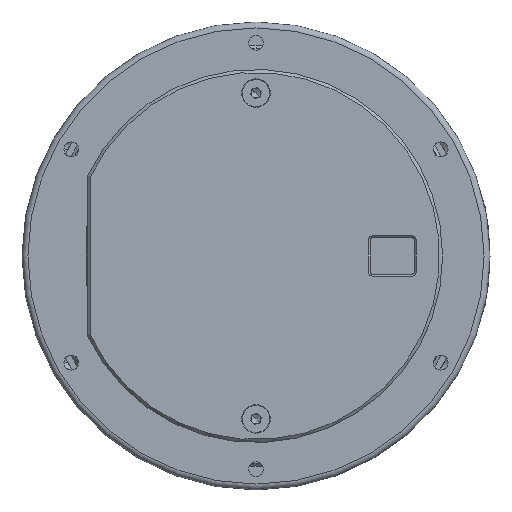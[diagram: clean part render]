
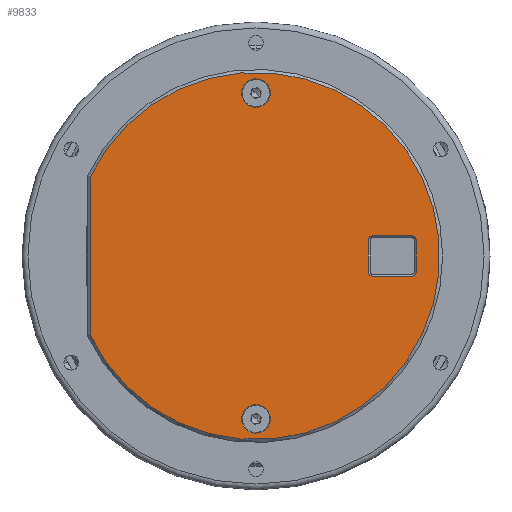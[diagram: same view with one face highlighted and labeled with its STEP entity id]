
A CAD part, left-side view. The second image highlights one B-rep face of the part: STEP entity #9833.
In plain terms, the highlighted planar face has unit normal (-1, 0, 0).
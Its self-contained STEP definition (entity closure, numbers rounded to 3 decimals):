
#8111=FACE_BOUND('',#14085,.T.);
#8112=FACE_BOUND('',#14086,.T.);
#8113=FACE_BOUND('',#14087,.T.);
#8114=FACE_BOUND('',#14088,.T.);
#8448=PLANE('',#41341);
#9833=ADVANCED_FACE('',(#8111,#8112,#8113,#8114),#8448,.F.);
#14085=EDGE_LOOP('',(#24653,#24654));
#14086=EDGE_LOOP('',(#24655,#24656,#24657,#24658,#24659,#24660,#24661,#24662));
#14087=EDGE_LOOP('',(#24663,#24664));
#14088=EDGE_LOOP('',(#24665,#24666));
#16181=LINE('',#60656,#19121);
#16182=LINE('',#60660,#19122);
#16183=LINE('',#60664,#19123);
#16184=LINE('',#60668,#19124);
#16185=LINE('',#60672,#19125);
#19121=VECTOR('',#46823,1.);
#19122=VECTOR('',#46826,1.);
#19123=VECTOR('',#46829,1.);
#19124=VECTOR('',#46832,1.);
#19125=VECTOR('',#46835,1.);
#24653=ORIENTED_EDGE('',*,*,#35397,.T.);
#24654=ORIENTED_EDGE('',*,*,#35398,.T.);
#24655=ORIENTED_EDGE('',*,*,#35399,.T.);
#24656=ORIENTED_EDGE('',*,*,#35400,.T.);
#24657=ORIENTED_EDGE('',*,*,#35401,.T.);
#24658=ORIENTED_EDGE('',*,*,#35402,.T.);
#24659=ORIENTED_EDGE('',*,*,#35403,.T.);
#24660=ORIENTED_EDGE('',*,*,#35404,.T.);
#24661=ORIENTED_EDGE('',*,*,#35405,.T.);
#24662=ORIENTED_EDGE('',*,*,#35406,.T.);
#24663=ORIENTED_EDGE('',*,*,#35407,.F.);
#24664=ORIENTED_EDGE('',*,*,#35362,.F.);
#24665=ORIENTED_EDGE('',*,*,#35408,.F.);
#24666=ORIENTED_EDGE('',*,*,#35369,.F.);
#31784=VERTEX_POINT('',#60585);
#31785=VERTEX_POINT('',#60587);
#31790=VERTEX_POINT('',#60600);
#31791=VERTEX_POINT('',#60602);
#31801=VERTEX_POINT('',#60654);
#31802=VERTEX_POINT('',#60655);
#31803=VERTEX_POINT('',#60658);
#31804=VERTEX_POINT('',#60659);
#31805=VERTEX_POINT('',#60661);
#31806=VERTEX_POINT('',#60663);
#31807=VERTEX_POINT('',#60665);
#31808=VERTEX_POINT('',#60667);
#31809=VERTEX_POINT('',#60669);
#31810=VERTEX_POINT('',#60671);
#35362=EDGE_CURVE('',#31784,#31785,#39176,.T.);
#35369=EDGE_CURVE('',#31790,#31791,#39179,.T.);
#35397=EDGE_CURVE('',#31801,#31802,#39192,.T.);
#35398=EDGE_CURVE('',#31802,#31801,#16181,.T.);
#35399=EDGE_CURVE('',#31803,#31804,#39193,.T.);
#35400=EDGE_CURVE('',#31804,#31805,#16182,.T.);
#35401=EDGE_CURVE('',#31805,#31806,#39194,.T.);
#35402=EDGE_CURVE('',#31806,#31807,#16183,.T.);
#35403=EDGE_CURVE('',#31807,#31808,#39195,.T.);
#35404=EDGE_CURVE('',#31808,#31809,#16184,.T.);
#35405=EDGE_CURVE('',#31809,#31810,#39196,.T.);
#35406=EDGE_CURVE('',#31810,#31803,#16185,.T.);
#35407=EDGE_CURVE('',#31785,#31784,#39197,.T.);
#35408=EDGE_CURVE('',#31791,#31790,#39198,.T.);
#39176=CIRCLE('',#41302,2.4);
#39179=CIRCLE('',#41307,2.4);
#39192=CIRCLE('',#41334,31.);
#39193=CIRCLE('',#41335,0.8);
#39194=CIRCLE('',#41336,0.8);
#39195=CIRCLE('',#41337,0.8);
#39196=CIRCLE('',#41338,0.8);
#39197=CIRCLE('',#41339,2.4);
#39198=CIRCLE('',#41340,2.4);
#41302=AXIS2_PLACEMENT_3D('',#60586,#46738,#46739);
#41307=AXIS2_PLACEMENT_3D('',#60601,#46752,#46753);
#41334=AXIS2_PLACEMENT_3D('',#60653,#46821,#46822);
#41335=AXIS2_PLACEMENT_3D('',#60657,#46824,#46825);
#41336=AXIS2_PLACEMENT_3D('',#60662,#46827,#46828);
#41337=AXIS2_PLACEMENT_3D('',#60666,#46830,#46831);
#41338=AXIS2_PLACEMENT_3D('',#60670,#46833,#46834);
#41339=AXIS2_PLACEMENT_3D('',#60673,#46836,#46837);
#41340=AXIS2_PLACEMENT_3D('',#60674,#46838,#46839);
#41341=AXIS2_PLACEMENT_3D('',#60675,#46840,#46841);
#46738=DIRECTION('',(-1.,0.,0.));
#46739=DIRECTION('',(0.,1.,0.));
#46752=DIRECTION('',(-1.,0.,0.));
#46753=DIRECTION('',(0.,-1.,0.));
#46821=DIRECTION('',(-1.,0.,0.));
#46822=DIRECTION('',(0.,1.,0.));
#46823=DIRECTION('',(0.,0.,-1.));
#46824=DIRECTION('',(1.,0.,0.));
#46825=DIRECTION('',(0.,1.,0.));
#46826=DIRECTION('',(0.,0.,1.));
#46827=DIRECTION('',(1.,0.,0.));
#46828=DIRECTION('',(0.,1.,0.));
#46829=DIRECTION('',(0.,-1.,0.));
#46830=DIRECTION('',(1.,0.,0.));
#46831=DIRECTION('',(0.,1.,0.));
#46832=DIRECTION('',(0.,0.,-1.));
#46833=DIRECTION('',(1.,0.,0.));
#46834=DIRECTION('',(0.,1.,0.));
#46835=DIRECTION('',(0.,1.,0.));
#46836=DIRECTION('',(-1.,0.,0.));
#46837=DIRECTION('',(0.,1.,0.));
#46838=DIRECTION('',(-1.,0.,0.));
#46839=DIRECTION('',(0.,-1.,0.));
#46840=DIRECTION('',(1.,0.,0.));
#46841=DIRECTION('',(0.,-1.,0.));
#60585=CARTESIAN_POINT('',(-32.5,2.4,27.5));
#60586=CARTESIAN_POINT('',(-32.5,0.,27.5));
#60587=CARTESIAN_POINT('',(-32.5,-2.4,27.5));
#60600=CARTESIAN_POINT('',(-32.5,2.4,-27.5));
#60601=CARTESIAN_POINT('',(-32.5,0.,-27.5));
#60602=CARTESIAN_POINT('',(-32.5,-2.4,-27.5));
#60653=CARTESIAN_POINT('',(-32.5,0.,0.));
#60654=CARTESIAN_POINT('',(-32.5,28.,-13.304));
#60655=CARTESIAN_POINT('',(-32.5,28.,13.304));
#60656=CARTESIAN_POINT('',(-32.5,28.,0.));
#60657=CARTESIAN_POINT('',(-32.5,-19.75,-2.6));
#60658=CARTESIAN_POINT('',(-32.5,-19.75,-3.4));
#60659=CARTESIAN_POINT('',(-32.5,-18.95,-2.6));
#60660=CARTESIAN_POINT('',(-32.5,-18.95,0.));
#60661=CARTESIAN_POINT('',(-32.5,-18.95,2.6));
#60662=CARTESIAN_POINT('',(-32.5,-19.75,2.6));
#60663=CARTESIAN_POINT('',(-32.5,-19.75,3.4));
#60664=CARTESIAN_POINT('',(-32.5,0.,3.4));
#60665=CARTESIAN_POINT('',(-32.5,-26.25,3.4));
#60666=CARTESIAN_POINT('',(-32.5,-26.25,2.6));
#60667=CARTESIAN_POINT('',(-32.5,-27.05,2.6));
#60668=CARTESIAN_POINT('',(-32.5,-27.05,0.));
#60669=CARTESIAN_POINT('',(-32.5,-27.05,-2.6));
#60670=CARTESIAN_POINT('',(-32.5,-26.25,-2.6));
#60671=CARTESIAN_POINT('',(-32.5,-26.25,-3.4));
#60672=CARTESIAN_POINT('',(-32.5,0.,-3.4));
#60673=CARTESIAN_POINT('',(-32.5,0.,27.5));
#60674=CARTESIAN_POINT('',(-32.5,0.,-27.5));
#60675=CARTESIAN_POINT('',(-32.5,0.,0.));
